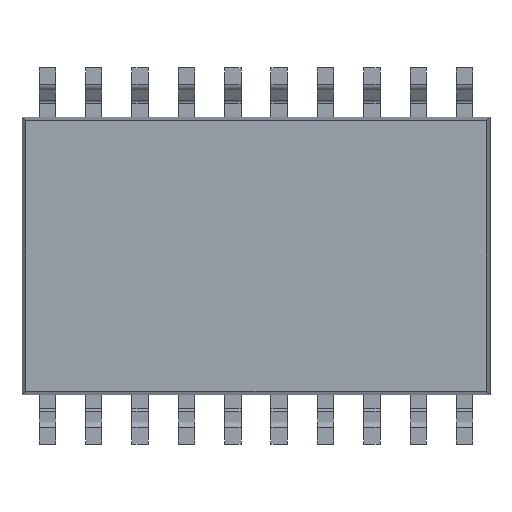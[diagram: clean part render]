
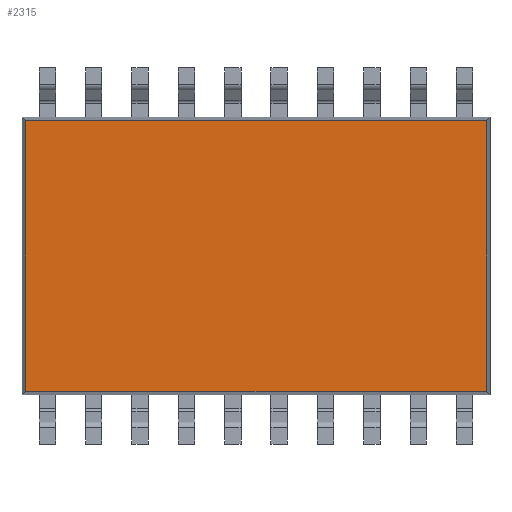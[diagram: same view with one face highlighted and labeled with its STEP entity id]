
A CAD part, front view. The second image highlights one B-rep face of the part: STEP entity #2315.
In plain terms, the highlighted face is planar.
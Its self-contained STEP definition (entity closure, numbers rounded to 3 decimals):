
#7 = CARTESIAN_POINT ( 'NONE',  ( 0., -3.7, 0.15 ) ) ;
#25 = CARTESIAN_POINT ( 'NONE',  ( 0., 0., 0.15 ) ) ;
#92 = LINE ( 'NONE', #1048, #1635 ) ;
#124 = FACE_OUTER_BOUND ( 'NONE', #2388, .T. ) ;
#209 = ORIENTED_EDGE ( 'NONE', *, *, #1177, .T. ) ;
#411 = DIRECTION ( 'NONE',  ( 0., 0., -1. ) ) ;
#459 = VECTOR ( 'NONE', #1707, 1000. ) ;
#509 = CARTESIAN_POINT ( 'NONE',  ( 6.31, -3.7, 0.15 ) ) ;
#591 = VERTEX_POINT ( 'NONE', #509 ) ;
#631 = CARTESIAN_POINT ( 'NONE',  ( -6.31, 3.7, 0.15 ) ) ;
#641 = DIRECTION ( 'NONE',  ( 0., 1., 0. ) ) ;
#917 = DIRECTION ( 'NONE',  ( 1., 0., 0. ) ) ;
#942 = CARTESIAN_POINT ( 'NONE',  ( 6.31, 3.7, 0.15 ) ) ;
#989 = CARTESIAN_POINT ( 'NONE',  ( -6.31, 0., 0.15 ) ) ;
#1028 = VECTOR ( 'NONE', #641, 1000. ) ;
#1048 = CARTESIAN_POINT ( 'NONE',  ( 0., 3.7, 0.15 ) ) ;
#1056 = LINE ( 'NONE', #989, #1028 ) ;
#1077 = ORIENTED_EDGE ( 'NONE', *, *, #2292, .T. ) ;
#1107 = PLANE ( 'NONE',  #1259 ) ;
#1169 = CARTESIAN_POINT ( 'NONE',  ( 6.31, 0., 0.15 ) ) ;
#1177 = EDGE_CURVE ( 'NONE', #1462, #1608, #92, .T. ) ;
#1259 = AXIS2_PLACEMENT_3D ( 'NONE', #25, #411, #1683 ) ;
#1462 = VERTEX_POINT ( 'NONE', #631 ) ;
#1608 = VERTEX_POINT ( 'NONE', #942 ) ;
#1635 = VECTOR ( 'NONE', #917, 1000. ) ;
#1666 = LINE ( 'NONE', #1169, #459 ) ;
#1683 = DIRECTION ( 'NONE',  ( -1., 0., 0. ) ) ;
#1707 = DIRECTION ( 'NONE',  ( 0., -1., 0. ) ) ;
#1726 = LINE ( 'NONE', #7, #2363 ) ;
#1765 = EDGE_CURVE ( 'NONE', #1844, #1462, #1056, .T. ) ;
#1771 = EDGE_CURVE ( 'NONE', #1608, #591, #1666, .T. ) ;
#1844 = VERTEX_POINT ( 'NONE', #1934 ) ;
#1934 = CARTESIAN_POINT ( 'NONE',  ( -6.31, -3.7, 0.15 ) ) ;
#1943 = ORIENTED_EDGE ( 'NONE', *, *, #1765, .T. ) ;
#2056 = DIRECTION ( 'NONE',  ( -1., 0., 0. ) ) ;
#2292 = EDGE_CURVE ( 'NONE', #591, #1844, #1726, .T. ) ;
#2315 = ADVANCED_FACE ( 'NONE', ( #124 ), #1107, .T. ) ;
#2361 = ORIENTED_EDGE ( 'NONE', *, *, #1771, .T. ) ;
#2363 = VECTOR ( 'NONE', #2056, 1000. ) ;
#2388 = EDGE_LOOP ( 'NONE', ( #1943, #209, #2361, #1077 ) ) ;
